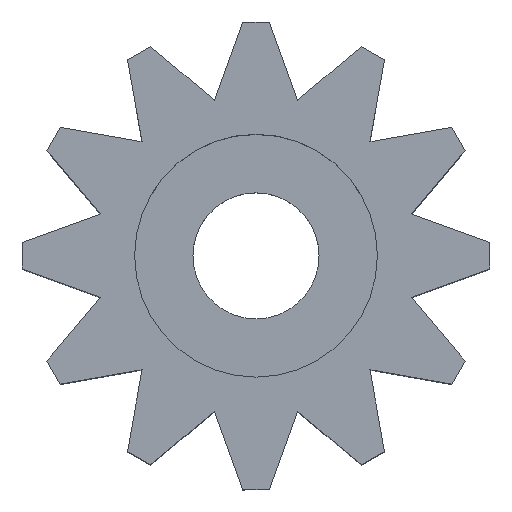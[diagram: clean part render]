
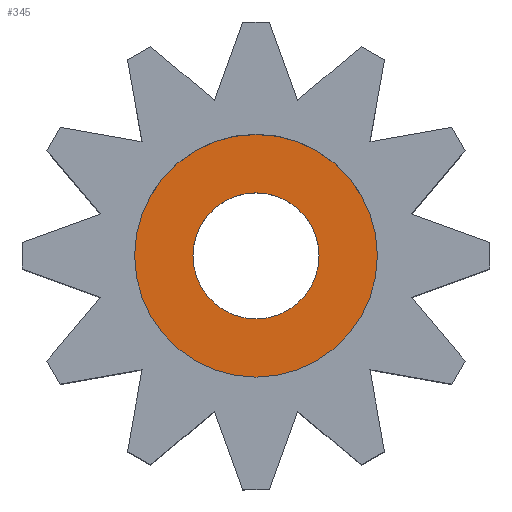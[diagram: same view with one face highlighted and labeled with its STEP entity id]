
A CAD part, top view. The second image highlights one B-rep face of the part: STEP entity #345.
In plain terms, the highlighted planar face has unit normal (0, 0, 1).
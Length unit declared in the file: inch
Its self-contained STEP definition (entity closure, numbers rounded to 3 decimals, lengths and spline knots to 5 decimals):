
#29 = DIRECTION ( 'NONE',  ( 1., 0., 0. ) ) ;
#91 = CARTESIAN_POINT ( 'NONE',  ( 0., 0., 0.045 ) ) ;
#209 = DIRECTION ( 'NONE',  ( 0., 0., 1. ) ) ;
#221 = CARTESIAN_POINT ( 'NONE',  ( 0., 0., 0.045 ) ) ;
#255 = FACE_OUTER_BOUND ( 'NONE', #2273, .T. ) ;
#276 = AXIS2_PLACEMENT_3D ( 'NONE', #221, #209, #1862 ) ;
#299 = ORIENTED_EDGE ( 'NONE', *, *, #1991, .T. ) ;
#345 = ADVANCED_FACE ( 'NONE', ( #1502, #255 ), #525, .T. ) ;
#409 = AXIS2_PLACEMENT_3D ( 'NONE', #91, #2429, #1724 ) ;
#415 = CARTESIAN_POINT ( 'NONE',  ( -0.05906, 0., 0.045 ) ) ;
#525 = PLANE ( 'NONE',  #2402 ) ;
#894 = VERTEX_POINT ( 'NONE', #1857 ) ;
#961 = EDGE_LOOP ( 'NONE', ( #1960, #2642 ) ) ;
#1044 = CARTESIAN_POINT ( 'NONE',  ( 0., 0., 0.045 ) ) ;
#1046 = AXIS2_PLACEMENT_3D ( 'NONE', #1044, #2752, #1281 ) ;
#1103 = CARTESIAN_POINT ( 'NONE',  ( 0.11375, 0., 0.045 ) ) ;
#1281 = DIRECTION ( 'NONE',  ( 1., 0., 0. ) ) ;
#1417 = DIRECTION ( 'NONE',  ( 0., 0., 1. ) ) ;
#1489 = DIRECTION ( 'NONE',  ( 1., 0., 0. ) ) ;
#1502 = FACE_BOUND ( 'NONE', #961, .T. ) ;
#1628 = CIRCLE ( 'NONE', #2066, 0.05906 ) ;
#1651 = CARTESIAN_POINT ( 'NONE',  ( 0., 0., 0.045 ) ) ;
#1701 = EDGE_CURVE ( 'NONE', #1707, #1922, #2174, .T. ) ;
#1707 = VERTEX_POINT ( 'NONE', #2993 ) ;
#1724 = DIRECTION ( 'NONE',  ( 1., 0., 0. ) ) ;
#1857 = CARTESIAN_POINT ( 'NONE',  ( 0.05906, 0., 0.045 ) ) ;
#1862 = DIRECTION ( 'NONE',  ( 1., 0., 0. ) ) ;
#1922 = VERTEX_POINT ( 'NONE', #1103 ) ;
#1937 = VERTEX_POINT ( 'NONE', #415 ) ;
#1960 = ORIENTED_EDGE ( 'NONE', *, *, #2589, .F. ) ;
#1991 = EDGE_CURVE ( 'NONE', #1922, #1707, #2005, .T. ) ;
#2005 = CIRCLE ( 'NONE', #276, 0.11375 ) ;
#2066 = AXIS2_PLACEMENT_3D ( 'NONE', #2884, #1417, #29 ) ;
#2091 = EDGE_CURVE ( 'NONE', #894, #1937, #1628, .T. ) ;
#2174 = CIRCLE ( 'NONE', #1046, 0.11375 ) ;
#2273 = EDGE_LOOP ( 'NONE', ( #299, #2508 ) ) ;
#2402 = AXIS2_PLACEMENT_3D ( 'NONE', #1651, #2961, #1489 ) ;
#2429 = DIRECTION ( 'NONE',  ( 0., 0., 1. ) ) ;
#2508 = ORIENTED_EDGE ( 'NONE', *, *, #1701, .T. ) ;
#2589 = EDGE_CURVE ( 'NONE', #1937, #894, #2712, .T. ) ;
#2642 = ORIENTED_EDGE ( 'NONE', *, *, #2091, .F. ) ;
#2712 = CIRCLE ( 'NONE', #409, 0.05906 ) ;
#2752 = DIRECTION ( 'NONE',  ( 0., 0., 1. ) ) ;
#2884 = CARTESIAN_POINT ( 'NONE',  ( 0., 0., 0.045 ) ) ;
#2961 = DIRECTION ( 'NONE',  ( 0., 0., 1. ) ) ;
#2993 = CARTESIAN_POINT ( 'NONE',  ( -0.11375, 0., 0.045 ) ) ;
